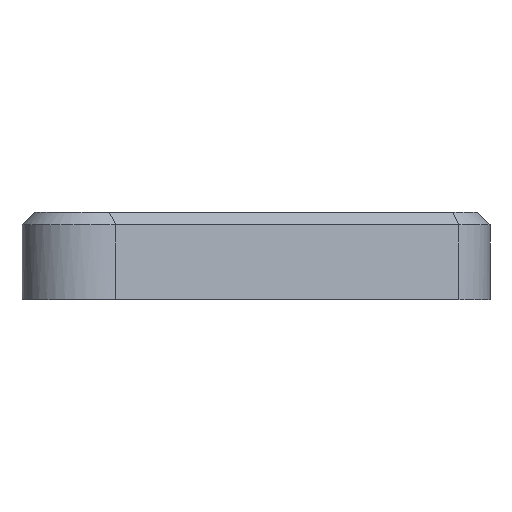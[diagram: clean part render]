
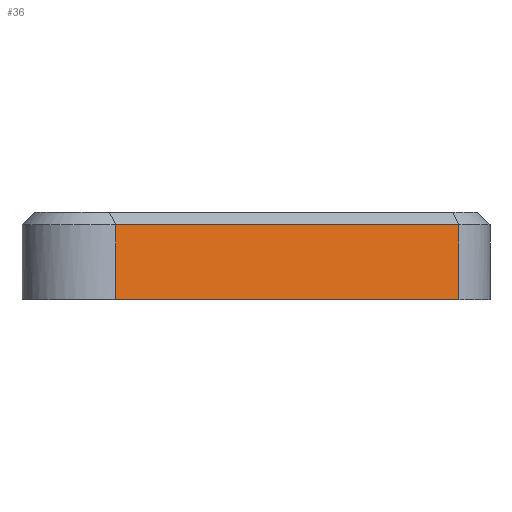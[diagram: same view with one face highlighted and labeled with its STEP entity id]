
A CAD part, front view. The second image highlights one B-rep face of the part: STEP entity #36.
In plain terms, the highlighted planar face has unit normal (0.5, -0.866, 0).
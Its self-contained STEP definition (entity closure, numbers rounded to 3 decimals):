
#36=ADVANCED_FACE('',(#95),#858,.T.);
#95=FACE_OUTER_BOUND('',#155,.T.);
#155=EDGE_LOOP('',(#270,#271,#272,#273));
#270=ORIENTED_EDGE('',*,*,#532,.F.);
#271=ORIENTED_EDGE('',*,*,#531,.F.);
#272=ORIENTED_EDGE('',*,*,#530,.T.);
#273=ORIENTED_EDGE('',*,*,#563,.F.);
#530=EDGE_CURVE('',#787,#831,#656,.T.);
#531=EDGE_CURVE('',#787,#788,#657,.T.);
#532=EDGE_CURVE('',#788,#832,#658,.T.);
#563=EDGE_CURVE('',#832,#831,#681,.T.);
#656=B_SPLINE_CURVE_WITH_KNOTS('',1,(#1342,#1343),.UNSPECIFIED.,.F.,.F.,
(2,2),(0.,2.91),.UNSPECIFIED.);
#657=B_SPLINE_CURVE_WITH_KNOTS('',1,(#1344,#1345),.UNSPECIFIED.,.F.,.F.,
(2,2),(-46.868,-31.002),.UNSPECIFIED.);
#658=B_SPLINE_CURVE_WITH_KNOTS('',1,(#1346,#1347),.UNSPECIFIED.,.F.,.F.,
(2,2),(0.,2.91),.UNSPECIFIED.);
#681=B_SPLINE_CURVE_WITH_KNOTS('',1,(#1418,#1419),.UNSPECIFIED.,.F.,.F.,
(2,2),(0.,15.865),.UNSPECIFIED.);
#787=VERTEX_POINT('',#1159);
#788=VERTEX_POINT('',#1160);
#831=VERTEX_POINT('',#1203);
#832=VERTEX_POINT('',#1204);
#858=PLANE('',#933);
#933=AXIS2_PLACEMENT_3D('',#1041,#987,$);
#987=DIRECTION('',(0.5,-0.866,0.));
#1041=CARTESIAN_POINT('',(96.704,-32.887,8.65));
#1159=CARTESIAN_POINT('',(96.704,-32.887,8.65));
#1160=CARTESIAN_POINT('',(82.964,-40.82,8.65));
#1203=CARTESIAN_POINT('',(96.704,-32.887,11.65));
#1204=CARTESIAN_POINT('',(82.964,-40.82,11.65));
#1342=CARTESIAN_POINT('',(96.704,-32.887,8.65));
#1343=CARTESIAN_POINT('',(96.704,-32.887,11.65));
#1344=CARTESIAN_POINT('',(96.704,-32.887,8.65));
#1345=CARTESIAN_POINT('',(82.964,-40.82,8.65));
#1346=CARTESIAN_POINT('',(82.964,-40.82,8.65));
#1347=CARTESIAN_POINT('',(82.964,-40.82,11.65));
#1418=CARTESIAN_POINT('',(82.964,-40.82,11.65));
#1419=CARTESIAN_POINT('',(96.704,-32.887,11.65));
